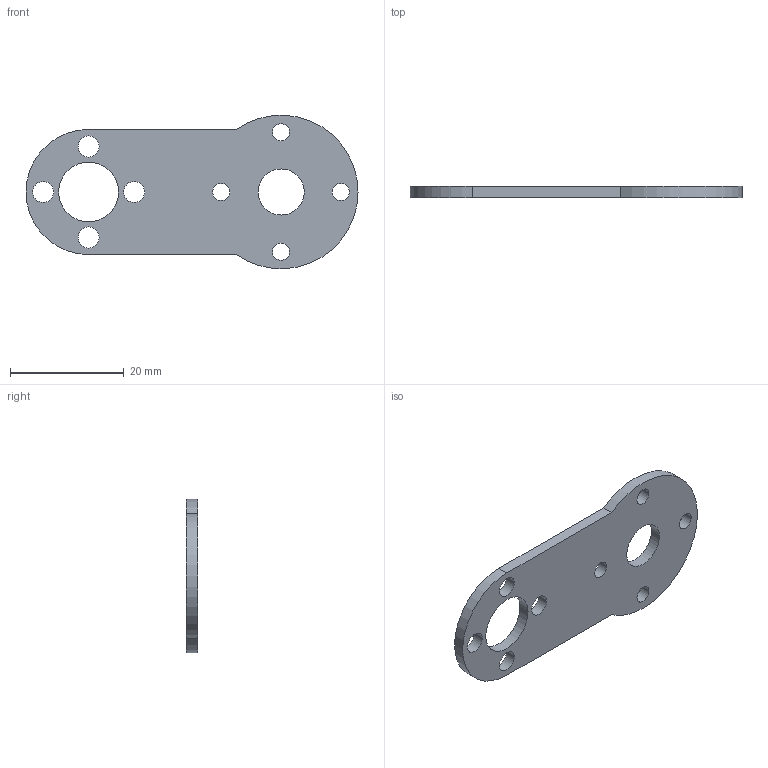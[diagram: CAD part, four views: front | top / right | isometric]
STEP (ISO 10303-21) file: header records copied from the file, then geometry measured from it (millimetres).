
FILE_DESCRIPTION((''),'2;1');
FILE_NAME('ROD_SCREW_CONNECTOR','2020-09-15T',('s4393944'),(''),'CREO PARAMETRIC BY PTC INC, 2015480','CREO PARAMETRIC BY PTC INC, 2015480','');
FILE_SCHEMA(('CONFIG_CONTROL_DESIGN'));
Length unit declared in the file: millimetre
Products named in the file (1): ROD_SCREW_CONNECTOR
Bounding box: 58.35 x 2 x 26.96 mm (x, y, z)
Volume: 2076.5 mm3; surface area: 2653.2 mm2
Topology: 1 solids, 1 shells, 26 faces, 72 edges, 48 vertices
Faces by surface type: cylinder 22, plane 4
Entity records: 938 total; most frequent: DIRECTION 168, CARTESIAN_POINT 146, ORIENTED_EDGE 144, EDGE_CURVE 72, AXIS2_PLACEMENT_3D 70, VERTEX_POINT 48, EDGE_LOOP 46, CIRCLE 44
